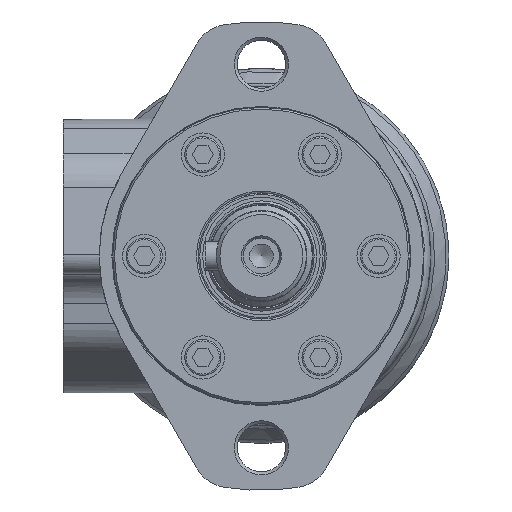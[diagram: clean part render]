
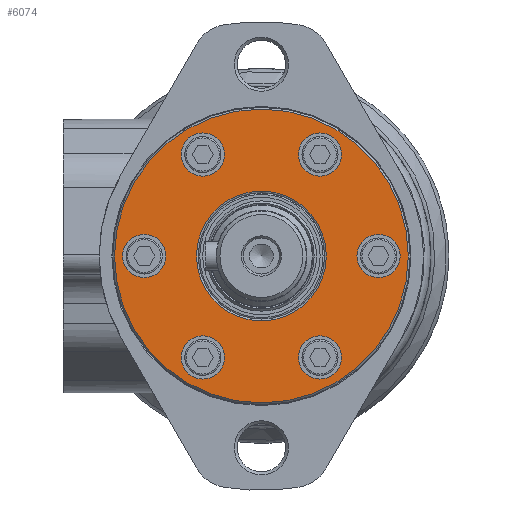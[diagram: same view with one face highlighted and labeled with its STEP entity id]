
A CAD part, left-side view. The second image highlights one B-rep face of the part: STEP entity #6074.
In plain terms, the highlighted planar face has unit normal (-1, 0, 0).
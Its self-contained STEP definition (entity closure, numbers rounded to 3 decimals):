
#167=FACE_BOUND('',#1044,.T.);
#168=FACE_BOUND('',#1045,.T.);
#169=FACE_BOUND('',#1046,.T.);
#170=FACE_BOUND('',#1047,.T.);
#171=FACE_BOUND('',#1048,.T.);
#172=FACE_BOUND('',#1049,.T.);
#173=FACE_BOUND('',#1050,.T.);
#266=PLANE('',#6798);
#634=FACE_OUTER_BOUND('',#1043,.T.);
#1043=EDGE_LOOP('',(#4706));
#1044=EDGE_LOOP('',(#4707));
#1045=EDGE_LOOP('',(#4708));
#1046=EDGE_LOOP('',(#4709));
#1047=EDGE_LOOP('',(#4710));
#1048=EDGE_LOOP('',(#4711));
#1049=EDGE_LOOP('',(#4712));
#1050=EDGE_LOOP('',(#4713));
#1507=CIRCLE('',#6799,40.75);
#1508=CIRCLE('',#6800,6.);
#1509=CIRCLE('',#6801,6.);
#1510=CIRCLE('',#6802,6.);
#1511=CIRCLE('',#6803,6.);
#1512=CIRCLE('',#6804,6.);
#1513=CIRCLE('',#6805,6.);
#1514=CIRCLE('',#6806,18.);
#2809=VERTEX_POINT('',#10444);
#2810=VERTEX_POINT('',#10446);
#2811=VERTEX_POINT('',#10448);
#2812=VERTEX_POINT('',#10450);
#2813=VERTEX_POINT('',#10452);
#2814=VERTEX_POINT('',#10454);
#2815=VERTEX_POINT('',#10456);
#2816=VERTEX_POINT('',#10458);
#3484=EDGE_CURVE('',#2809,#2809,#1507,.T.);
#3485=EDGE_CURVE('',#2810,#2810,#1508,.F.);
#3486=EDGE_CURVE('',#2811,#2811,#1509,.T.);
#3487=EDGE_CURVE('',#2812,#2812,#1510,.T.);
#3488=EDGE_CURVE('',#2813,#2813,#1511,.T.);
#3489=EDGE_CURVE('',#2814,#2814,#1512,.T.);
#3490=EDGE_CURVE('',#2815,#2815,#1513,.T.);
#3491=EDGE_CURVE('',#2816,#2816,#1514,.T.);
#4706=ORIENTED_EDGE('',*,*,#3484,.F.);
#4707=ORIENTED_EDGE('',*,*,#3485,.F.);
#4708=ORIENTED_EDGE('',*,*,#3486,.T.);
#4709=ORIENTED_EDGE('',*,*,#3487,.T.);
#4710=ORIENTED_EDGE('',*,*,#3488,.T.);
#4711=ORIENTED_EDGE('',*,*,#3489,.T.);
#4712=ORIENTED_EDGE('',*,*,#3490,.T.);
#4713=ORIENTED_EDGE('',*,*,#3491,.T.);
#6074=ADVANCED_FACE('',(#634,#167,#168,#169,#170,#171,#172,#173),#266,.F.);
#6798=AXIS2_PLACEMENT_3D('',#10443,#7931,#7932);
#6799=AXIS2_PLACEMENT_3D('',#10445,#7933,#7934);
#6800=AXIS2_PLACEMENT_3D('',#10447,#7935,#7936);
#6801=AXIS2_PLACEMENT_3D('',#10449,#7937,#7938);
#6802=AXIS2_PLACEMENT_3D('',#10451,#7939,#7940);
#6803=AXIS2_PLACEMENT_3D('',#10453,#7941,#7942);
#6804=AXIS2_PLACEMENT_3D('',#10455,#7943,#7944);
#6805=AXIS2_PLACEMENT_3D('',#10457,#7945,#7946);
#6806=AXIS2_PLACEMENT_3D('',#10459,#7947,#7948);
#7931=DIRECTION('center_axis',(1.,0.,0.));
#7932=DIRECTION('ref_axis',(0.,0.,-1.));
#7933=DIRECTION('center_axis',(1.,0.,0.));
#7934=DIRECTION('ref_axis',(0.,0.,-1.));
#7935=DIRECTION('center_axis',(1.,0.,0.));
#7936=DIRECTION('ref_axis',(0.,0.,-1.));
#7937=DIRECTION('center_axis',(1.,0.,0.));
#7938=DIRECTION('ref_axis',(0.,0.,-1.));
#7939=DIRECTION('center_axis',(1.,0.,0.));
#7940=DIRECTION('ref_axis',(0.,0.,-1.));
#7941=DIRECTION('center_axis',(1.,0.,0.));
#7942=DIRECTION('ref_axis',(0.,0.,-1.));
#7943=DIRECTION('center_axis',(1.,0.,0.));
#7944=DIRECTION('ref_axis',(0.,0.,-1.));
#7945=DIRECTION('center_axis',(1.,0.,0.));
#7946=DIRECTION('ref_axis',(0.,0.,-1.));
#7947=DIRECTION('center_axis',(1.,0.,0.));
#7948=DIRECTION('ref_axis',(0.,0.,-1.));
#10443=CARTESIAN_POINT('Origin',(0.,0.,0.));
#10444=CARTESIAN_POINT('',(0.,0.,
40.75));
#10445=CARTESIAN_POINT('Origin',(0.,0.,0.));
#10446=CARTESIAN_POINT('',(0.,32.5,6.));
#10447=CARTESIAN_POINT('Origin',(0.,32.5,0.));
#10448=CARTESIAN_POINT('',(0.,16.25,-22.146));
#10449=CARTESIAN_POINT('Origin',(0.,16.25,-28.146));
#10450=CARTESIAN_POINT('',(0.,-16.25,-22.146));
#10451=CARTESIAN_POINT('Origin',(0.,-16.25,-28.146));
#10452=CARTESIAN_POINT('',(0.,-32.5,6.));
#10453=CARTESIAN_POINT('Origin',(0.,-32.5,0.));
#10454=CARTESIAN_POINT('',(0.,-16.25,34.146));
#10455=CARTESIAN_POINT('Origin',(0.,-16.25,28.146));
#10456=CARTESIAN_POINT('',(0.,16.25,34.146));
#10457=CARTESIAN_POINT('Origin',(0.,16.25,28.146));
#10458=CARTESIAN_POINT('',(0.,0.,18.));
#10459=CARTESIAN_POINT('Origin',(0.,0.,0.));
